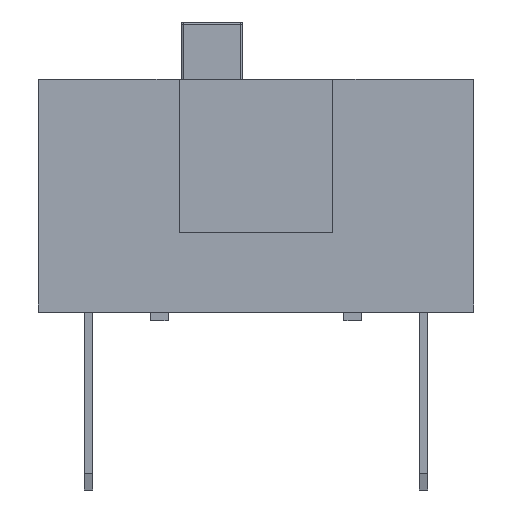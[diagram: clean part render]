
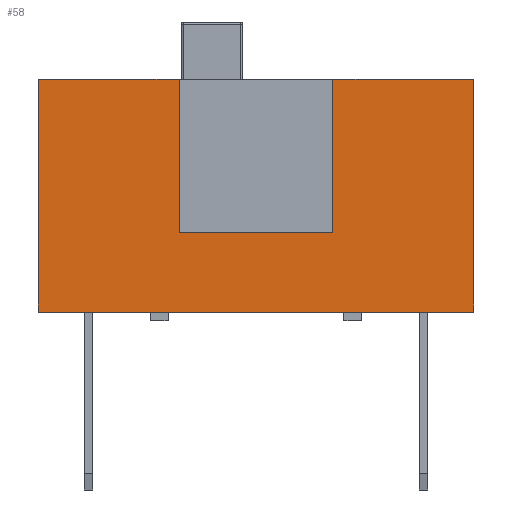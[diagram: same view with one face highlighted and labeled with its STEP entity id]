
A CAD part, left-side view. The second image highlights one B-rep face of the part: STEP entity #58.
In plain terms, the highlighted planar face has unit normal (-1, 0, 0).
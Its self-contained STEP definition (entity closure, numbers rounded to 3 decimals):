
#58=ADVANCED_FACE('',(#10327),#10329,.T.);
#10327=FACE_BOUND('',#10328,.T.);
#10328=EDGE_LOOP('',(#18410,#18411,#18412,#18413,#18414,#18415,#18416,#18417));
#10329=PLANE('',#10330);
#10330=AXIS2_PLACEMENT_3D('',#10331,#10332,#10333);
#10331=CARTESIAN_POINT('',(-2.,0.,0.));
#10332=DIRECTION('',(-1.,0.,0.));
#10333=DIRECTION('',(0.,0.,1.));
#18410=ORIENTED_EDGE('',*,*,#24508,.T.);
#18411=ORIENTED_EDGE('',*,*,#24509,.T.);
#18412=ORIENTED_EDGE('',*,*,#24510,.T.);
#18413=ORIENTED_EDGE('',*,*,#24511,.T.);
#18414=ORIENTED_EDGE('',*,*,#24512,.T.);
#18415=ORIENTED_EDGE('',*,*,#24513,.T.);
#18416=ORIENTED_EDGE('',*,*,#24514,.T.);
#18417=ORIENTED_EDGE('',*,*,#24515,.T.);
#24508=EDGE_CURVE('',#27557,#27558,#27559,.F.);
#24509=EDGE_CURVE('',#27558,#27560,#27561,.F.);
#24510=EDGE_CURVE('',#27560,#27562,#27563,.F.);
#24511=EDGE_CURVE('',#27562,#27564,#27565,.T.);
#24512=EDGE_CURVE('',#27564,#27566,#27567,.T.);
#24513=EDGE_CURVE('',#27566,#27568,#27569,.T.);
#24514=EDGE_CURVE('',#27568,#27570,#27571,.T.);
#24515=EDGE_CURVE('',#27570,#27557,#27572,.T.);
#27557=VERTEX_POINT('',#32564);
#27558=VERTEX_POINT('',#32565);
#27559=LINE('',#32566,#32567);
#27560=VERTEX_POINT('',#32569);
#27561=LINE('',#32570,#32571);
#27562=VERTEX_POINT('',#32573);
#27563=LINE('',#32574,#32575);
#27564=VERTEX_POINT('',#32577);
#27565=LINE('',#32578,#32579);
#27566=VERTEX_POINT('',#32581);
#27567=LINE('',#32582,#32583);
#27568=VERTEX_POINT('',#32585);
#27569=LINE('',#32586,#32587);
#27570=VERTEX_POINT('',#32589);
#27571=LINE('',#32590,#32591);
#27572=LINE('',#32593,#32594);
#32564=CARTESIAN_POINT('',(-2.,2.06,5.5));
#32565=CARTESIAN_POINT('',(-2.,2.06,2.));
#32566=CARTESIAN_POINT('',(-2.,2.06,2.));
#32567=VECTOR('',#32568,1.);
#32568=DIRECTION('',(0.,0.,1.));
#32569=CARTESIAN_POINT('',(-2.,5.56,2.));
#32570=CARTESIAN_POINT('',(-2.,5.56,2.));
#32571=VECTOR('',#32572,1.);
#32572=DIRECTION('',(0.,-1.,0.));
#32573=CARTESIAN_POINT('',(-2.,5.56,5.5));
#32574=CARTESIAN_POINT('',(-2.,5.56,5.5));
#32575=VECTOR('',#32576,1.);
#32576=DIRECTION('',(0.,0.,-1.));
#32577=CARTESIAN_POINT('',(-2.,8.76,5.5));
#32578=CARTESIAN_POINT('',(-2.,5.56,5.5));
#32579=VECTOR('',#32580,1.);
#32580=DIRECTION('',(0.,1.,0.));
#32581=CARTESIAN_POINT('',(-2.,8.76,0.2));
#32582=CARTESIAN_POINT('',(-2.,8.76,5.5));
#32583=VECTOR('',#32584,1.);
#32584=DIRECTION('',(0.,0.,-1.));
#32585=CARTESIAN_POINT('',(-2.,-1.14,0.2));
#32586=CARTESIAN_POINT('',(-2.,8.76,0.2));
#32587=VECTOR('',#32588,1.);
#32588=DIRECTION('',(0.,-1.,0.));
#32589=CARTESIAN_POINT('',(-2.,-1.14,5.5));
#32590=CARTESIAN_POINT('',(-2.,-1.14,0.2));
#32591=VECTOR('',#32592,1.);
#32592=DIRECTION('',(0.,0.,1.));
#32593=CARTESIAN_POINT('',(-2.,-1.14,5.5));
#32594=VECTOR('',#32595,1.);
#32595=DIRECTION('',(0.,1.,0.));
